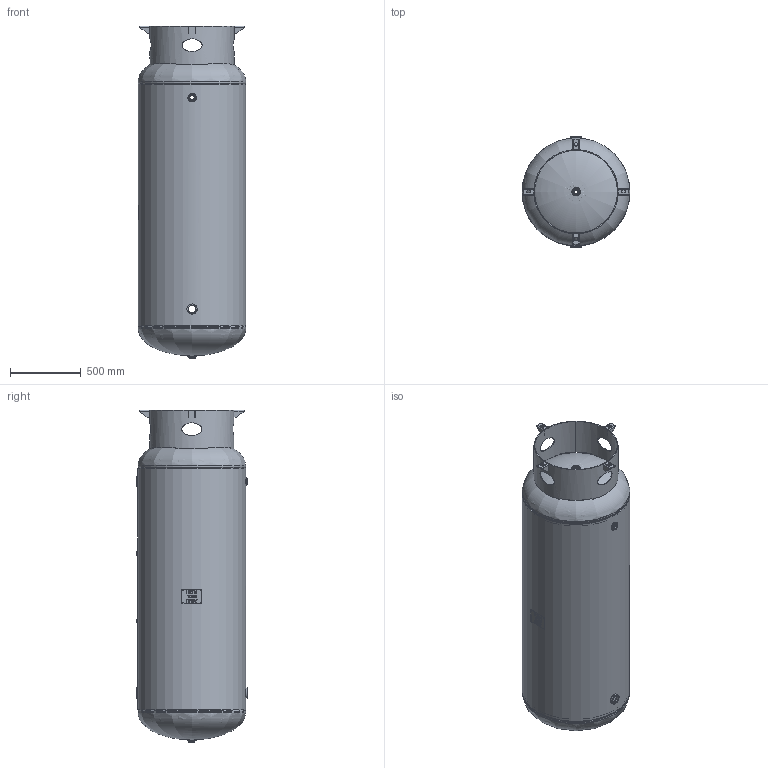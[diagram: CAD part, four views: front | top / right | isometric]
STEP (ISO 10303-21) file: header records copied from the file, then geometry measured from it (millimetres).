
FILE_DESCRIPTION(/* description */ ('30 X 84 200# VERT ASME CATALOG 240 GALLON'),/* implementation_level */ '2;1');
FILE_NAME(/* name */ 'SPVG_A10053.stp',/* time_stamp */ '2021-02-06T09:18:43-06:00',/* author */ ('kim.thoune'),/* organization */ (''),/* preprocessor_version */ 'ST-DEVELOPER v17.2',/* originating_system */ 'Autodesk Inventor 2019',/* authorisation */ '');
FILE_SCHEMA (('CONFIG_CONTROL_DESIGN'));
Length unit declared in the file: inch
Products named in the file (16): A10053; 37-3639; 37-3637; A10053-2HD; 910-871-1; A10053-3HD; 910-871-1_1; S102186; S102186-1MAR; S101519-P; F100250; F100500; F101000; 46-4134; 60-140; 64-053
Assembly tree (22 placements, depth 3):
  A10053
    37-3639
      37-3637
    A10053-2HD
      910-871-1
    A10053-3HD
      910-871-1_1
    S102186
      S102186-1MAR
      S101519-P  x4
    F100250
    F100500
    F101000  x3
    46-4134  x3
    60-140
      64-053
Bounding box: 763.85 x 793.06 x 2353.11 mm (x, y, z)
Volume: 29554755 mm3; surface area: 12152803.6 mm2
Topology: 17 solids, 17 shells, 413 faces, 1111 edges, 762 vertices
Faces by surface type: plane 250, cylinder 76, bspline 51, torus 28, cone 8
Full cylindrical faces by diameter (mm): 6.35 x4, 11.455 x1, 18.644 x1, 26.987 x1, 27 x1, 30.302 x3, 30.937 x1, 43.256 x3, 44.45 x3, 45.244 x1, 46.037 x2, 55.169 x3, 60.325 x3, 65.1 x3, 66.675 x3, 73.025 x3, 587.4 x1, 596.9 x1, 744.068 x2, 752.958 x2, 753.11 x3, 762 x2, 763.27 x1
Entity records: 12926 total; most frequent: CARTESIAN_POINT 4664, ORIENTED_EDGE 1666, DIRECTION 1478, EDGE_CURVE 833, VERTEX_POINT 570, LINE 508, VECTOR 508, AXIS2_PLACEMENT_3D 485
